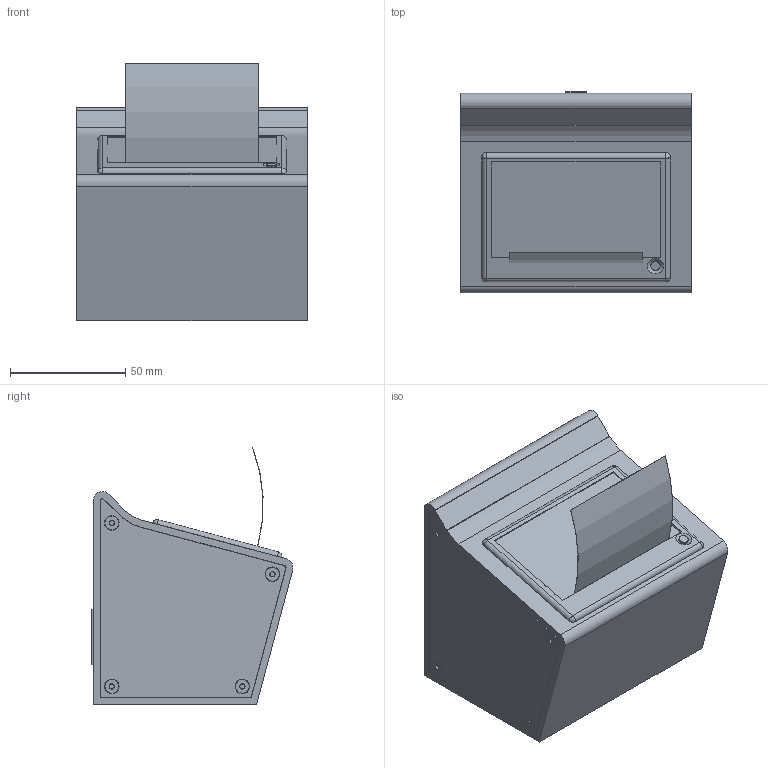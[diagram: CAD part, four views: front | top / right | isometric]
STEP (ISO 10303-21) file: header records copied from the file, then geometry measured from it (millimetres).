
FILE_DESCRIPTION(/* description */ (''),/* implementation_level */ '2;1');
FILE_NAME(/* name */ 'CalendarPrinter Enclosure v23.step',/* time_stamp */ '2019-07-19T13:50:48+09:00',/* author */ (''),/* organization */ (''),/* preprocessor_version */ 'ST-DEVELOPER v18',/* originating_system */ 'Autodesk Translation Framework v8.2.0.1029',/* authorisation */ '');
FILE_SCHEMA (('AUTOMOTIVE_DESIGN { 1 0 10303 214 3 1 1 }'));
Length unit declared in the file: millimetre
Products named in the file (14): CalendarPrinter Enclosure; EzSBC ESP32 on Breadboard; Mini Breadboard; EzSBC ESP32-01 Dev Board; Thermal Printer; Thermal Printer_1; Enclosure Body; Enclosure Side L; Fasteners; M3x5 CSK L; M3x5 CSK R; Enclosure Side R; DC Jack w Rocker Switch; 5V 3A Power Converter
Assembly tree (19 placements, depth 3):
  CalendarPrinter Enclosure
    EzSBC ESP32 on Breadboard
      Mini Breadboard
      EzSBC ESP32-01 Dev Board
    Thermal Printer
      Thermal Printer_1
    Enclosure Body
    Enclosure Side L
    Fasteners
      M3x5 CSK L  x4
      M3x5 CSK R  x4
    Enclosure Side R
    DC Jack w Rocker Switch
    5V 3A Power Converter
Bounding box: 100.04 x 87.65 x 111.92 mm (x, y, z)
Volume: 340333.1 mm3; surface area: 138664.8 mm2
Topology: 19 solids, 19 shells, 1694 faces, 4193 edges, 2949 vertices
Faces by surface type: plane 993, cylinder 605, cone 74, bspline 16, sphere 6
Full cylindrical faces by diameter (mm): 0.6 x117, 0.75 x300, 1 x2, 1.5 x1, 2.1 x1, 2.3 x2, 2.35 x40, 2.5 x1, 2.529 x8, 3 x40, 3.4 x8, 3.5 x1, 4 x1, 6 x8, 6.3 x1
Entity records: 49719 total; most frequent: CARTESIAN_POINT 10830, DIRECTION 8316, ORIENTED_EDGE 7390, EDGE_CURVE 3695, AXIS2_PLACEMENT_3D 3179, VERTEX_POINT 2637, EDGE_LOOP 2020, LINE 1958
